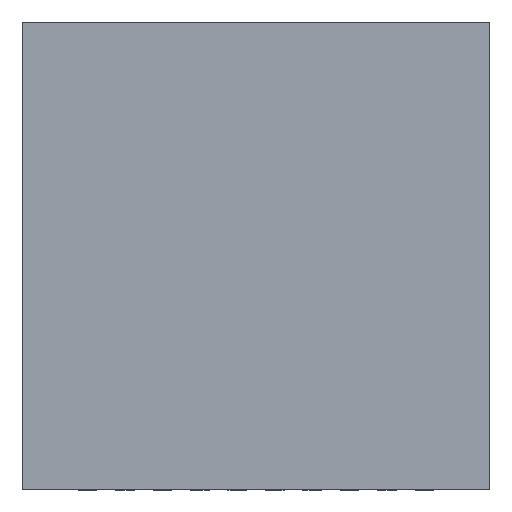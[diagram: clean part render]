
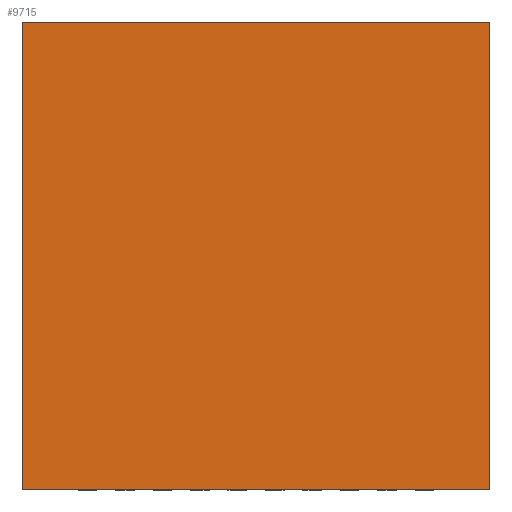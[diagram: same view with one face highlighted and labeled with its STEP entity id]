
A CAD part, top view. The second image highlights one B-rep face of the part: STEP entity #9715.
In plain terms, the highlighted face is planar.
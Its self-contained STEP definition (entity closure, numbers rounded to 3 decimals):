
#4375=DIRECTION('',(0.,0.,1.));
#4376=VECTOR('',#4375,5.);
#4377=CARTESIAN_POINT('',(-2.5,0.775,-2.5));
#4378=LINE('',#4377,#4376);
#4382=DIRECTION('',(-1.,0.,0.));
#4383=VECTOR('',#4382,5.);
#4384=CARTESIAN_POINT('',(2.5,0.775,-2.5));
#4385=LINE('',#4384,#4383);
#4389=DIRECTION('',(0.,0.,-1.));
#4390=VECTOR('',#4389,5.);
#4391=CARTESIAN_POINT('',(2.5,0.775,2.5));
#4392=LINE('',#4391,#4390);
#4396=DIRECTION('',(1.,0.,0.));
#4397=VECTOR('',#4396,5.);
#4398=CARTESIAN_POINT('',(-2.5,0.775,2.5));
#4399=LINE('',#4398,#4397);
#5823=CARTESIAN_POINT('',(-2.5,0.775,-2.5));
#5824=CARTESIAN_POINT('',(-2.5,0.775,2.5));
#5825=VERTEX_POINT('',#5823);
#5826=VERTEX_POINT('',#5824);
#5827=CARTESIAN_POINT('',(2.5,0.775,2.5));
#5828=VERTEX_POINT('',#5827);
#5829=CARTESIAN_POINT('',(2.5,0.775,-2.5));
#5830=VERTEX_POINT('',#5829);
#9704=CARTESIAN_POINT('',(0.,0.775,0.));
#9705=DIRECTION('',(0.,1.,0.));
#9706=DIRECTION('',(1.,0.,0.));
#9707=AXIS2_PLACEMENT_3D('',#9704,#9705,#9706);
#9708=PLANE('',#9707);
#9709=ORIENTED_EDGE('',*,*,#9544,.F.);
#9710=ORIENTED_EDGE('',*,*,#7642,.F.);
#9711=ORIENTED_EDGE('',*,*,#8534,.F.);
#9712=ORIENTED_EDGE('',*,*,#9373,.F.);
#9713=EDGE_LOOP('',(#9709,#9710,#9711,#9712));
#9714=FACE_OUTER_BOUND('',#9713,.F.);
#7642=EDGE_CURVE('',#5830,#5825,#4385,.T.);
#8534=EDGE_CURVE('',#5828,#5830,#4392,.T.);
#9373=EDGE_CURVE('',#5826,#5828,#4399,.T.);
#9544=EDGE_CURVE('',#5825,#5826,#4378,.T.);
#9715=ADVANCED_FACE('',(#9714),#9708,.T.);
